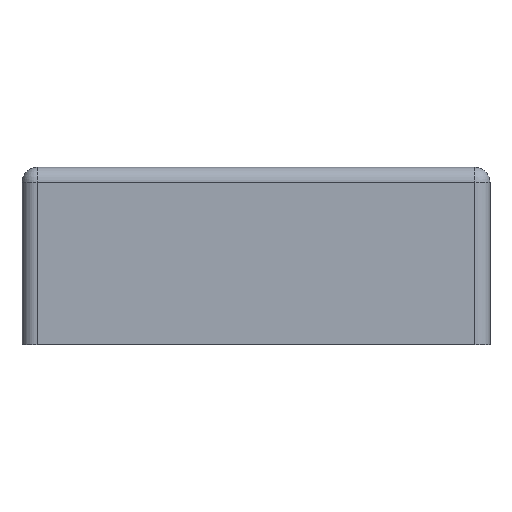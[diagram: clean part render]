
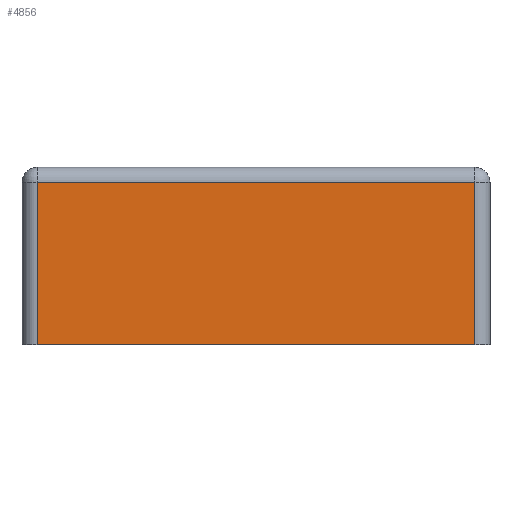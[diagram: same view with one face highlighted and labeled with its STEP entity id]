
A CAD part, left-side view. The second image highlights one B-rep face of the part: STEP entity #4856.
In plain terms, the highlighted planar face has unit normal (-1, 0, 0).
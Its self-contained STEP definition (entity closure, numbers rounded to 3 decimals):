
#217=PLANE('',#5034);
#472=FACE_OUTER_BOUND('',#760,.T.);
#760=EDGE_LOOP('',(#4393,#4394,#4395,#4396));
#1162=LINE('',#8307,#1571);
#1184=LINE('',#8379,#1593);
#1186=LINE('',#8393,#1595);
#1187=LINE('',#8395,#1596);
#1571=VECTOR('',#5649,10.);
#1593=VECTOR('',#5723,10.);
#1595=VECTOR('',#5745,10.);
#1596=VECTOR('',#5748,10.);
#2298=VERTEX_POINT('',#8304);
#2299=VERTEX_POINT('',#8306);
#2323=VERTEX_POINT('',#8374);
#2325=VERTEX_POINT('',#8389);
#2976=EDGE_CURVE('',#2298,#2299,#1162,.T.);
#3015=EDGE_CURVE('',#2323,#2298,#1184,.T.);
#3023=EDGE_CURVE('',#2299,#2325,#1186,.T.);
#3024=EDGE_CURVE('',#2325,#2323,#1187,.T.);
#4393=ORIENTED_EDGE('',*,*,#3015,.F.);
#4394=ORIENTED_EDGE('',*,*,#3024,.F.);
#4395=ORIENTED_EDGE('',*,*,#3023,.F.);
#4396=ORIENTED_EDGE('',*,*,#2976,.F.);
#4856=ADVANCED_FACE('',(#472),#217,.T.);
#5034=AXIS2_PLACEMENT_3D('',#8407,#5767,#5768);
#5649=DIRECTION('',(0.,1.,0.));
#5723=DIRECTION('',(0.,0.,-1.));
#5745=DIRECTION('',(0.,0.,1.));
#5748=DIRECTION('',(0.,-1.,0.));
#5767=DIRECTION('center_axis',(-1.,0.,0.));
#5768=DIRECTION('ref_axis',(0.,1.,0.));
#8304=CARTESIAN_POINT('',(-4.,-56.,-5.7));
#8306=CARTESIAN_POINT('',(-4.,2.,-5.7));
#8307=CARTESIAN_POINT('',(-4.,4.,-5.7));
#8374=CARTESIAN_POINT('',(-4.,-56.,15.8));
#8379=CARTESIAN_POINT('',(-4.,-56.,14.8));
#8389=CARTESIAN_POINT('',(-4.,2.,15.8));
#8393=CARTESIAN_POINT('',(-4.,2.,14.8));
#8395=CARTESIAN_POINT('',(-4.,-42.5,15.8));
#8407=CARTESIAN_POINT('Origin',(-4.,-58.,14.8));
